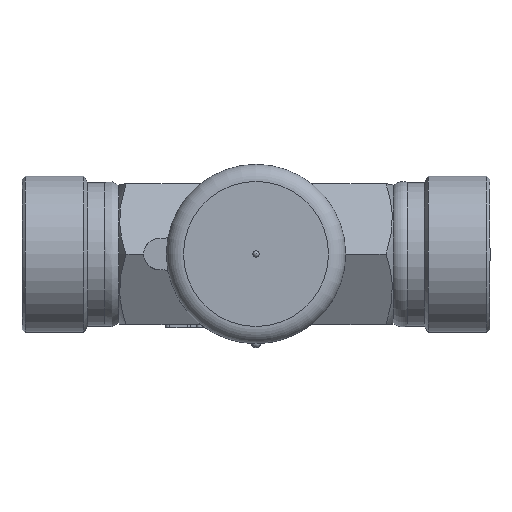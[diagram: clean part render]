
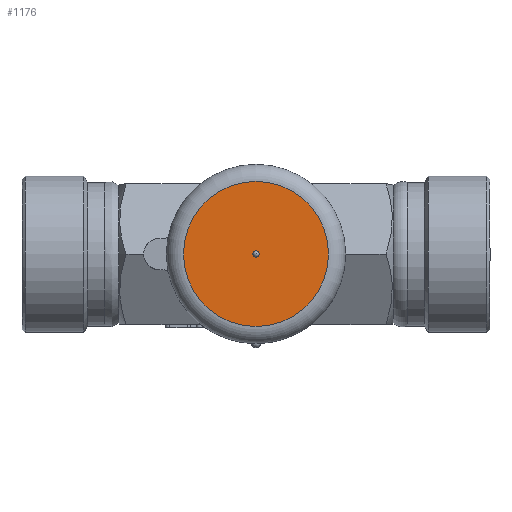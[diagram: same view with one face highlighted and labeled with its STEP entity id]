
A CAD part, top view. The second image highlights one B-rep face of the part: STEP entity #1176.
In plain terms, the highlighted planar face has unit normal (0, 0, 1).
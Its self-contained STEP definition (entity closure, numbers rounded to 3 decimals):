
#1117=CARTESIAN_POINT('',(0.,-1.,54.05));
#1118=VERTEX_POINT('',#1117);
#1119=CARTESIAN_POINT('',(0.,0.0,54.05));
#1120=DIRECTION('',(0.0,0.0,-1.0));
#1121=DIRECTION('',(0.0,1.0,0.0));
#1122=AXIS2_PLACEMENT_3D('',#1119,#1120,#1121);
#1123=CIRCLE('',#1122,1.);
#1124=EDGE_CURVE('',#1118,#1118,#1123,.T.);
#1157=CARTESIAN_POINT('',(-11.625,0.0,54.05));
#1158=DIRECTION('',(0.0,0.0,1.0));
#1159=DIRECTION('',(1.0,0.0,0.0));
#1160=AXIS2_PLACEMENT_3D('',#1157,#1158,#1159);
#1161=PLANE('',#1160);
#1162=CARTESIAN_POINT('',(-23.25,0.0,54.05));
#1163=VERTEX_POINT('',#1162);
#1164=CARTESIAN_POINT('',(0.,0.0,54.05));
#1165=DIRECTION('',(0.0,0.0,-1.0));
#1166=DIRECTION('',(-1.0,0.0,0.0));
#1167=AXIS2_PLACEMENT_3D('',#1164,#1165,#1166);
#1168=CIRCLE('',#1167,23.25);
#1169=EDGE_CURVE('',#1163,#1163,#1168,.T.);
#1170=ORIENTED_EDGE('',*,*,#1169,.F.);
#1171=EDGE_LOOP('',(#1170));
#1172=FACE_OUTER_BOUND('',#1171,.T.);
#1173=ORIENTED_EDGE('',*,*,#1124,.T.);
#1174=EDGE_LOOP('',(#1173));
#1175=FACE_BOUND('',#1174,.T.);
#1176=ADVANCED_FACE('',(#1172,#1175),#1161,.T.);
